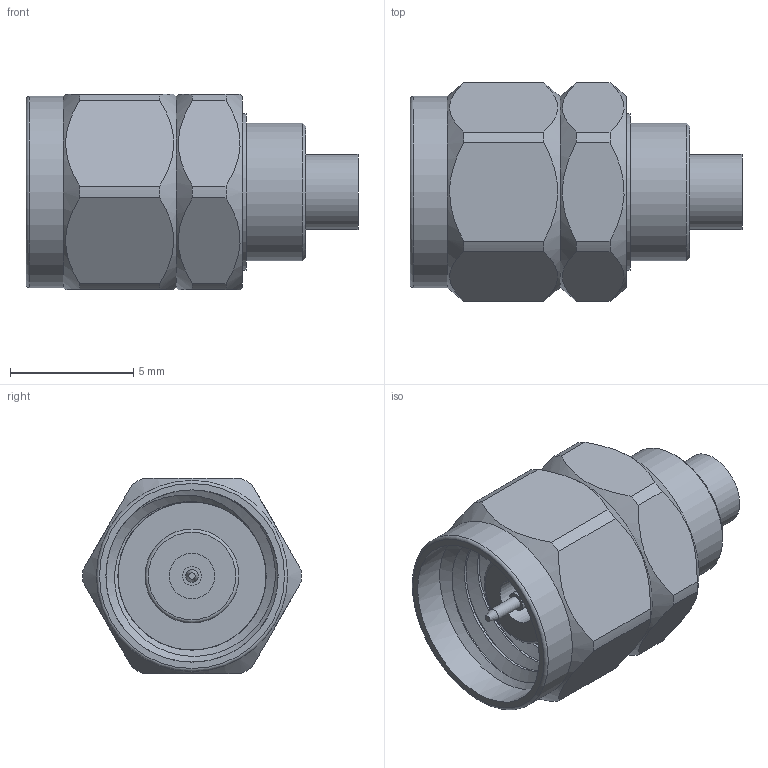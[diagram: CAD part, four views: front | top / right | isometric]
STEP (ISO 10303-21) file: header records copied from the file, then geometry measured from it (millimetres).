
FILE_DESCRIPTION (( 'STEP AP203' ), '1' );
FILE_NAME ('PE44336_3D.step', '2020-11-18T21:58:30', ( '' ), ( '' ), 'SwSTEP 2.0', 'SolidWorks 2018', '' );
FILE_SCHEMA (( 'CONFIG_CONTROL_DESIGN' ));
Length unit declared in the file: inch
Products named in the file (1): PE44336_3D
Bounding box: 13.49 x 8.88 x 7.92 mm (x, y, z)
Volume: 319 mm3; surface area: 745.1 mm2
Topology: 1 solids, 1 shells, 66 faces, 158 edges, 103 vertices
Faces by surface type: cylinder 29, plane 24, cone 8, bspline 3, torus 2
Full cylindrical faces by diameter (mm): 0.508 x1, 0.762 x1, 1.85 x1, 2.159 x1, 3.048 x1, 3.81 x1, 5.588 x1, 6.362 x1, 7 x8, 7.769 x1
Entity records: 3136 total; most frequent: CARTESIAN_POINT 1864, DIRECTION 242, ORIENTED_EDGE 222, EDGE_CURVE 111, AXIS2_PLACEMENT_3D 109, EDGE_LOOP 88, VERTEX_POINT 83, FACE_OUTER_BOUND 71
